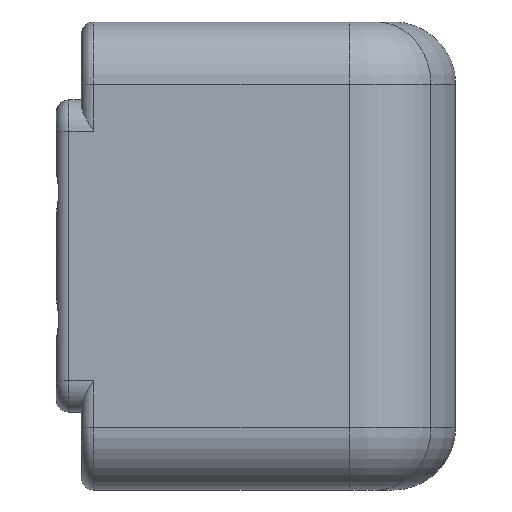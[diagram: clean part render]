
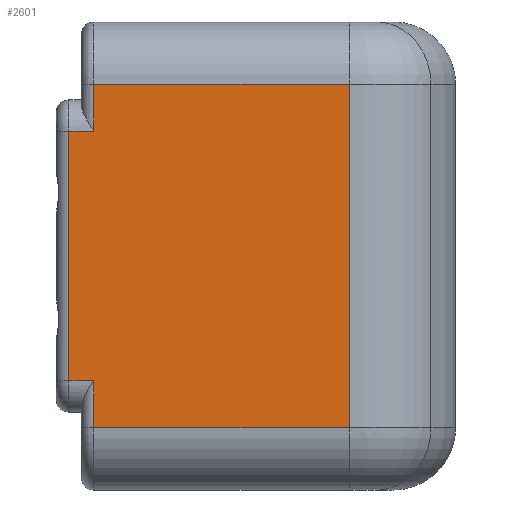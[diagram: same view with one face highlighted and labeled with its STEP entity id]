
A CAD part, left-side view. The second image highlights one B-rep face of the part: STEP entity #2601.
In plain terms, the highlighted planar face has unit normal (-1, 0, 0).
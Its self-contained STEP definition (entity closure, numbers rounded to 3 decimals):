
#130 = VECTOR ( 'NONE', #2780, 1000. ) ;
#324 = LINE ( 'NONE', #929, #6264 ) ;
#572 = ORIENTED_EDGE ( 'NONE', *, *, #4147, .T. ) ;
#622 = EDGE_CURVE ( 'NONE', #794, #3281, #3397, .T. ) ;
#776 = PLANE ( 'NONE',  #5210 ) ;
#787 = VERTEX_POINT ( 'NONE', #6262 ) ;
#794 = VERTEX_POINT ( 'NONE', #6806 ) ;
#824 = CARTESIAN_POINT ( 'NONE',  ( -45., 55., -20. ) ) ;
#909 = DIRECTION ( 'NONE',  ( 0., 0., -1. ) ) ;
#929 = CARTESIAN_POINT ( 'NONE',  ( -45., 55., 127.949 ) ) ;
#1317 = CARTESIAN_POINT ( 'NONE',  ( -45., 57., -20. ) ) ;
#1664 = CARTESIAN_POINT ( 'NONE',  ( -45., 14.068, 27.5 ) ) ;
#1873 = VECTOR ( 'NONE', #2104, 1000. ) ;
#1905 = ORIENTED_EDGE ( 'NONE', *, *, #2293, .T. ) ;
#1948 = CARTESIAN_POINT ( 'NONE',  ( -45., 55., 127.949 ) ) ;
#1969 = CARTESIAN_POINT ( 'NONE',  ( -45., 61., 27.5 ) ) ;
#1983 = LINE ( 'NONE', #1948, #3188 ) ;
#2104 = DIRECTION ( 'NONE',  ( 0., -1., 0. ) ) ;
#2206 = CARTESIAN_POINT ( 'NONE',  ( -45., 59., 20. ) ) ;
#2293 = EDGE_CURVE ( 'NONE', #4721, #4695, #5344, .T. ) ;
#2418 = ORIENTED_EDGE ( 'NONE', *, *, #6506, .T. ) ;
#2496 = CARTESIAN_POINT ( 'NONE',  ( -45., 59., -20. ) ) ;
#2601 = ADVANCED_FACE ( 'NONE', ( #6944 ), #776, .F. ) ;
#2777 = CARTESIAN_POINT ( 'NONE',  ( -45., 55., 20. ) ) ;
#2780 = DIRECTION ( 'NONE',  ( 0., 1., 0. ) ) ;
#2855 = CARTESIAN_POINT ( 'NONE',  ( -45., 61., 20. ) ) ;
#3082 = DIRECTION ( 'NONE',  ( 1., 0., 0. ) ) ;
#3188 = VECTOR ( 'NONE', #5582, 1000. ) ;
#3281 = VERTEX_POINT ( 'NONE', #1664 ) ;
#3350 = DIRECTION ( 'NONE',  ( 0., 0., 1. ) ) ;
#3397 = LINE ( 'NONE', #1969, #7509 ) ;
#3752 = EDGE_CURVE ( 'NONE', #6984, #787, #324, .T. ) ;
#3769 = DIRECTION ( 'NONE',  ( 0., 0., -1. ) ) ;
#4147 = EDGE_CURVE ( 'NONE', #4695, #5042, #6617, .T. ) ;
#4305 = VECTOR ( 'NONE', #3769, 1000. ) ;
#4492 = DIRECTION ( 'NONE',  ( 0., -1., 0. ) ) ;
#4550 = EDGE_CURVE ( 'NONE', #5863, #3281, #5402, .T. ) ;
#4695 = VERTEX_POINT ( 'NONE', #2206 ) ;
#4721 = VERTEX_POINT ( 'NONE', #2777 ) ;
#4733 = CARTESIAN_POINT ( 'NONE',  ( -45., 14.068, -27.5 ) ) ;
#4836 = ORIENTED_EDGE ( 'NONE', *, *, #5949, .T. ) ;
#4928 = CARTESIAN_POINT ( 'NONE',  ( -45., 59., 127.949 ) ) ;
#5040 = CARTESIAN_POINT ( 'NONE',  ( -45., 14.068, 25. ) ) ;
#5042 = VERTEX_POINT ( 'NONE', #2496 ) ;
#5210 = AXIS2_PLACEMENT_3D ( 'NONE', #6645, #3082, #7220 ) ;
#5245 = LINE ( 'NONE', #1317, #1873 ) ;
#5344 = LINE ( 'NONE', #2855, #130 ) ;
#5394 = ORIENTED_EDGE ( 'NONE', *, *, #4550, .T. ) ;
#5397 = EDGE_LOOP ( 'NONE', ( #1905, #572, #2418, #7208, #7651, #5394, #7008, #4836 ) ) ;
#5402 = LINE ( 'NONE', #5040, #5705 ) ;
#5533 = EDGE_CURVE ( 'NONE', #787, #5863, #6172, .T. ) ;
#5582 = DIRECTION ( 'NONE',  ( 0., 0., -1. ) ) ;
#5705 = VECTOR ( 'NONE', #3350, 1000. ) ;
#5735 = CARTESIAN_POINT ( 'NONE',  ( -45., 61., -27.5 ) ) ;
#5863 = VERTEX_POINT ( 'NONE', #4733 ) ;
#5949 = EDGE_CURVE ( 'NONE', #794, #4721, #1983, .T. ) ;
#6172 = LINE ( 'NONE', #5735, #6628 ) ;
#6262 = CARTESIAN_POINT ( 'NONE',  ( -45., 55., -27.5 ) ) ;
#6264 = VECTOR ( 'NONE', #909, 1000. ) ;
#6506 = EDGE_CURVE ( 'NONE', #5042, #6984, #5245, .T. ) ;
#6617 = LINE ( 'NONE', #4928, #4305 ) ;
#6628 = VECTOR ( 'NONE', #4492, 1000. ) ;
#6645 = CARTESIAN_POINT ( 'NONE',  ( -45., 61., 127.949 ) ) ;
#6806 = CARTESIAN_POINT ( 'NONE',  ( -45., 55., 27.5 ) ) ;
#6944 = FACE_OUTER_BOUND ( 'NONE', #5397, .T. ) ;
#6984 = VERTEX_POINT ( 'NONE', #824 ) ;
#7008 = ORIENTED_EDGE ( 'NONE', *, *, #622, .F. ) ;
#7208 = ORIENTED_EDGE ( 'NONE', *, *, #3752, .T. ) ;
#7220 = DIRECTION ( 'NONE',  ( 0., 0., -1. ) ) ;
#7239 = DIRECTION ( 'NONE',  ( 0., -1., 0. ) ) ;
#7509 = VECTOR ( 'NONE', #7239, 1000. ) ;
#7651 = ORIENTED_EDGE ( 'NONE', *, *, #5533, .T. ) ;
